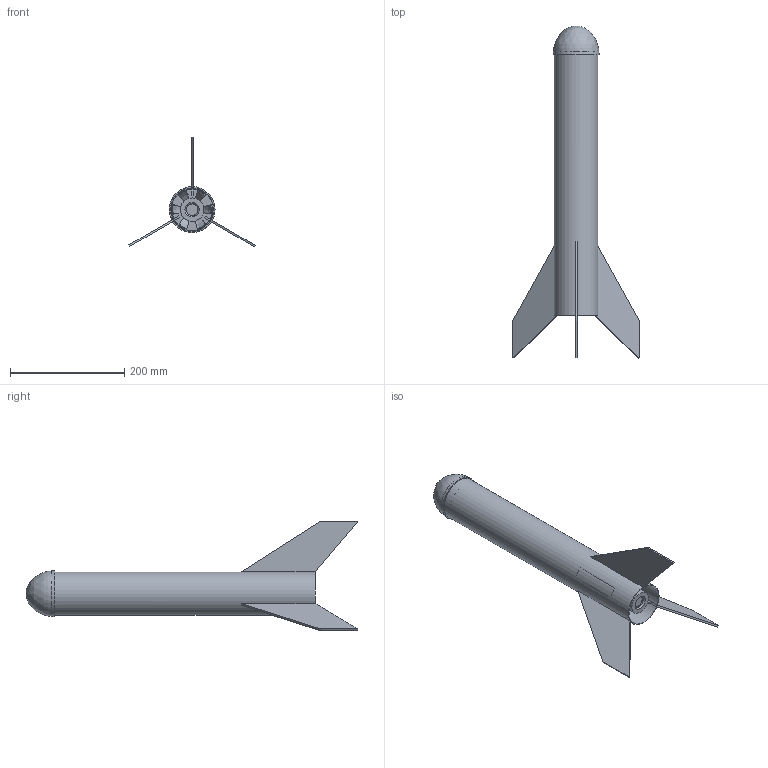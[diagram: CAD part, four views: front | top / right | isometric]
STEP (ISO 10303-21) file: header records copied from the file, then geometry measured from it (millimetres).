
FILE_DESCRIPTION(/* description */ (''),/* implementation_level */ '2;1');
FILE_NAME(/* name */ 'Assembly v7.step',/* time_stamp */ '2023-09-28T23:08:36-04:00',/* author */ (''),/* organization */ (''),/* preprocessor_version */ 'ST-DEVELOPER v20',/* originating_system */ 'Autodesk Translation Framework v12.14.0.127',/* authorisation */ '');
FILE_SCHEMA (('AUTOMOTIVE_DESIGN { 1 0 10303 214 3 1 1 }'));
Length unit declared in the file: millimetre
Products named in the file (10): Assembly; 3"SlottedCardboardTube; LatchMech; Estes_F15-4_Motor; Retainer; NoseCone; Fin; Fin_1; Fin_2; Component1
Assembly tree (11 placements, depth 3):
  Assembly
    3"SlottedCardboardTube
    LatchMech
    Estes_F15-4_Motor
    Retainer
    NoseCone
    Fin
      Component1
    Fin_1
      Component1
    Fin_2
      Component1
Bounding box: 221.68 x 581.85 x 192.27 mm (x, y, z)
Volume: 341728.5 mm3; surface area: 362214.8 mm2
Topology: 8 solids, 8 shells, 214 faces, 576 edges, 368 vertices
Faces by surface type: cylinder 78, plane 77, torus 27, bspline 23, cone 9
Full cylindrical faces by diameter (mm): 20 x2, 25 x1, 29 x1, 30 x2, 34.132 x3, 34.97 x6, 35 x2, 38.703 x3, 39.439 x6, 41 x1, 71.2 x1, 73.2 x1, 74.422 x1, 76.2 x1
Entity records: 12073 total; most frequent: CARTESIAN_POINT 6994, ORIENTED_EDGE 1040, DIRECTION 982, EDGE_CURVE 520, AXIS2_PLACEMENT_3D 394, VERTEX_POINT 336, EDGE_LOOP 216, CIRCLE 201
